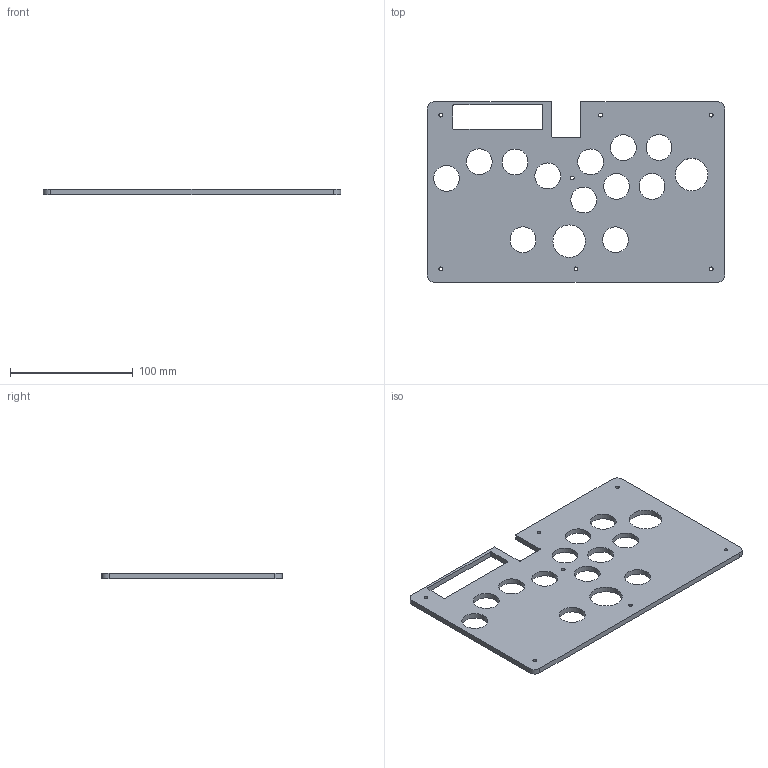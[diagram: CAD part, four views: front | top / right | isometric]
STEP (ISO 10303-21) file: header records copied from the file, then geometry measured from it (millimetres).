
FILE_DESCRIPTION(/* description */ (''),/* implementation_level */ '2;1');
FILE_NAME(/* name */ 'acrylic-45mm.step',/* time_stamp */ '2024-04-24T00:56:33-04:00',/* author */ (''),/* organization */ (''),/* preprocessor_version */ 'ST-DEVELOPER v20',/* originating_system */ 'Autodesk Translation Framework v12.14.0.127',/* authorisation */ '');
FILE_SCHEMA (('AUTOMOTIVE_DESIGN { 1 0 10303 214 3 1 1 }'));
Length unit declared in the file: millimetre
Products named in the file (1): top-plate-acrylic
Bounding box: 242 x 147 x 4.5 mm (x, y, z)
Volume: 126312.7 mm3; surface area: 65293.2 mm2
Topology: 1 solids, 1 shells, 45 faces, 129 edges, 86 vertices
Faces by surface type: cylinder 31, plane 14
Full cylindrical faces by diameter (mm): 3 x7, 21 x12, 26.5 x2
Entity records: 1626 total; most frequent: DIRECTION 283, CARTESIAN_POINT 261, ORIENTED_EDGE 258, EDGE_CURVE 129, AXIS2_PLACEMENT_3D 108, EDGE_LOOP 89, VERTEX_POINT 86, LINE 67
